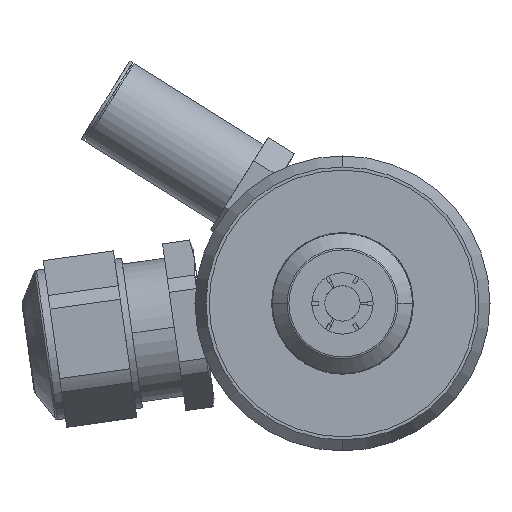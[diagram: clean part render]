
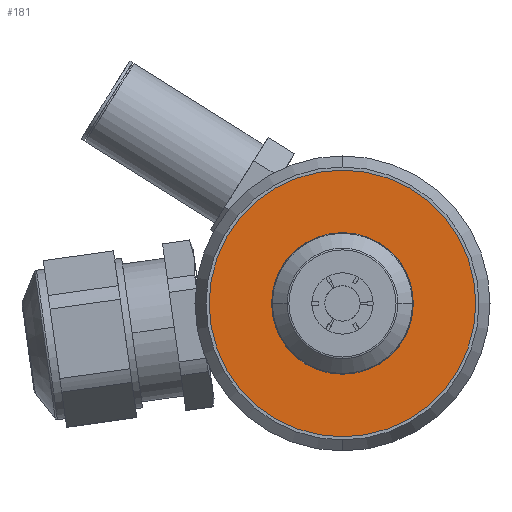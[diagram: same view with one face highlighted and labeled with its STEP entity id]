
A CAD part, left-side view. The second image highlights one B-rep face of the part: STEP entity #181.
In plain terms, the highlighted planar face has unit normal (-1, 0, 0).
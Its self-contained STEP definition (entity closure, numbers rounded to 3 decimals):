
#43 = ORIENTED_EDGE ( 'NONE', *, *, #69, .T. ) ;
#69 = EDGE_CURVE ( 'NONE', #286, #279, #2867, .T. ) ;
#85 = EDGE_LOOP ( 'NONE', ( #184, #43 ) ) ;
#94 = EDGE_CURVE ( 'NONE', #279, #286, #2922, .T. ) ;
#164 = EDGE_LOOP ( 'NONE', ( #180, #253 ) ) ;
#180 = ORIENTED_EDGE ( 'NONE', *, *, #287, .F. ) ;
#181 = ADVANCED_FACE ( 'NONE', ( #3172, #3230 ), #3129, .T. ) ;
#183 = EDGE_CURVE ( 'NONE', #283, #289, #3169, .T. ) ;
#184 = ORIENTED_EDGE ( 'NONE', *, *, #94, .T. ) ;
#253 = ORIENTED_EDGE ( 'NONE', *, *, #183, .F. ) ;
#279 = VERTEX_POINT ( 'NONE', #3270 ) ;
#283 = VERTEX_POINT ( 'NONE', #3361 ) ;
#286 = VERTEX_POINT ( 'NONE', #3358 ) ;
#287 = EDGE_CURVE ( 'NONE', #289, #283, #3318, .T. ) ;
#289 = VERTEX_POINT ( 'NONE', #3320 ) ;
#2863 = DIRECTION ( 'NONE',  ( 0., -1., 0. ) ) ;
#2864 = DIRECTION ( 'NONE',  ( -1., 0., 0. ) ) ;
#2865 = CARTESIAN_POINT ( 'NONE',  ( -75.625, 9.419, 36.476 ) ) ;
#2866 = AXIS2_PLACEMENT_3D ( 'NONE', #2865, #2864, #2863 ) ;
#2867 = CIRCLE ( 'NONE', #2866, 11.3 ) ;
#2919 = DIRECTION ( 'NONE',  ( 0., -1., 0. ) ) ;
#2920 = DIRECTION ( 'NONE',  ( -1., 0., 0. ) ) ;
#2921 = AXIS2_PLACEMENT_3D ( 'NONE', #2928, #2920, #2919 ) ;
#2922 = CIRCLE ( 'NONE', #2921, 11.3 ) ;
#2928 = CARTESIAN_POINT ( 'NONE',  ( -75.625, 9.419, 36.476 ) ) ;
#3129 = PLANE ( 'NONE',  #3217 ) ;
#3168 = DIRECTION ( 'NONE',  ( 0., -1., 0. ) ) ;
#3169 = CIRCLE ( 'NONE', #3197, 5.3 ) ;
#3172 = FACE_OUTER_BOUND ( 'NONE', #85, .T. ) ;
#3195 = DIRECTION ( 'NONE',  ( -1., 0., 0. ) ) ;
#3196 = CARTESIAN_POINT ( 'NONE',  ( -75.625, 9.419, 36.476 ) ) ;
#3197 = AXIS2_PLACEMENT_3D ( 'NONE', #3196, #3195, #3168 ) ;
#3212 = DIRECTION ( 'NONE',  ( 0., -1., 0. ) ) ;
#3213 = DIRECTION ( 'NONE',  ( -1., 0., 0. ) ) ;
#3214 = CARTESIAN_POINT ( 'NONE',  ( -75.625, 9.419, 36.476 ) ) ;
#3217 = AXIS2_PLACEMENT_3D ( 'NONE', #3214, #3213, #3212 ) ;
#3230 = FACE_BOUND ( 'NONE', #164, .T. ) ;
#3270 = CARTESIAN_POINT ( 'NONE',  ( -75.625, 20.719, 36.476 ) ) ;
#3309 = CARTESIAN_POINT ( 'NONE',  ( -75.625, 9.419, 36.476 ) ) ;
#3315 = DIRECTION ( 'NONE',  ( 0., -1., 0. ) ) ;
#3316 = DIRECTION ( 'NONE',  ( -1., 0., 0. ) ) ;
#3317 = AXIS2_PLACEMENT_3D ( 'NONE', #3309, #3316, #3315 ) ;
#3318 = CIRCLE ( 'NONE', #3317, 5.3 ) ;
#3320 = CARTESIAN_POINT ( 'NONE',  ( -75.625, 14.719, 36.476 ) ) ;
#3358 = CARTESIAN_POINT ( 'NONE',  ( -75.625, -1.881, 36.476 ) ) ;
#3361 = CARTESIAN_POINT ( 'NONE',  ( -75.625, 4.119, 36.476 ) ) ;
